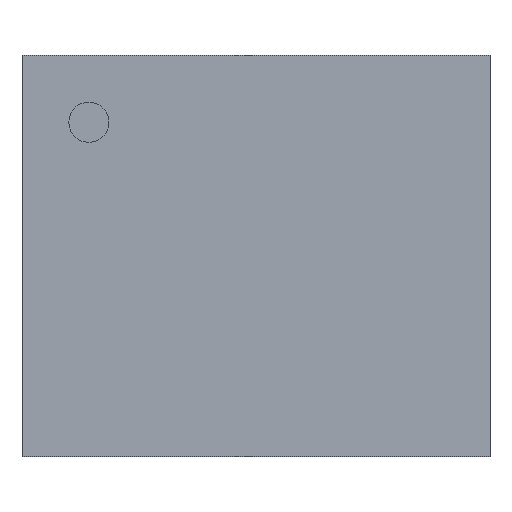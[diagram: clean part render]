
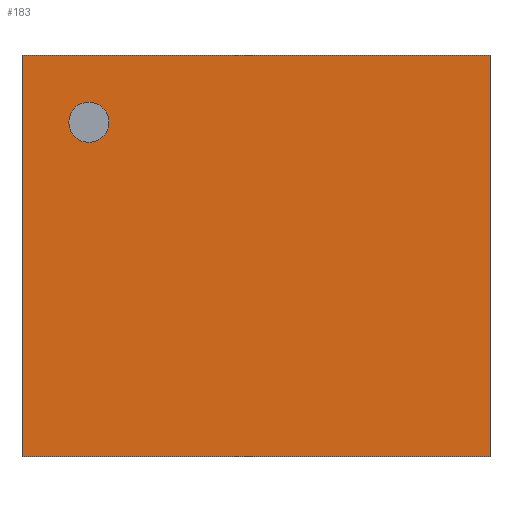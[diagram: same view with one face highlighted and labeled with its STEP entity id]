
A CAD part, top view. The second image highlights one B-rep face of the part: STEP entity #183.
In plain terms, the highlighted planar face has unit normal (0, 0, 1).
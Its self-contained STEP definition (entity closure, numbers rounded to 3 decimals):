
#24 = VERTEX_POINT('',#25);
#25 = CARTESIAN_POINT('',(-1.1,1.,1.));
#31 = EDGE_CURVE('',#32,#24,#34,.T.);
#32 = VERTEX_POINT('',#33);
#33 = CARTESIAN_POINT('',(-1.4,1.,1.));
#34 = CIRCLE('',#35,0.15);
#35 = AXIS2_PLACEMENT_3D('',#36,#37,#38);
#36 = CARTESIAN_POINT('',(-1.25,1.,1.));
#37 = DIRECTION('',(0.,0.,1.));
#38 = DIRECTION('',(1.,0.,0.));
#74 = VERTEX_POINT('',#75);
#75 = CARTESIAN_POINT('',(1.75,1.5,1.));
#81 = EDGE_CURVE('',#82,#74,#84,.T.);
#82 = VERTEX_POINT('',#83);
#83 = CARTESIAN_POINT('',(1.75,-1.5,1.));
#84 = LINE('',#85,#86);
#85 = CARTESIAN_POINT('',(1.75,-1.5,1.));
#86 = VECTOR('',#87,1.);
#87 = DIRECTION('',(0.,1.,0.));
#112 = VERTEX_POINT('',#113);
#113 = CARTESIAN_POINT('',(-1.75,1.5,1.));
#119 = EDGE_CURVE('',#74,#112,#120,.T.);
#120 = LINE('',#121,#122);
#121 = CARTESIAN_POINT('',(-1.75,1.5,1.));
#122 = VECTOR('',#123,1.);
#123 = DIRECTION('',(-1.,-0.,-0.));
#143 = VERTEX_POINT('',#144);
#144 = CARTESIAN_POINT('',(-1.75,-1.5,1.));
#150 = EDGE_CURVE('',#112,#143,#151,.T.);
#151 = LINE('',#152,#153);
#152 = CARTESIAN_POINT('',(-1.75,-1.5,1.));
#153 = VECTOR('',#154,1.);
#154 = DIRECTION('',(-0.,-1.,-0.));
#172 = EDGE_CURVE('',#143,#82,#173,.T.);
#173 = LINE('',#174,#175);
#174 = CARTESIAN_POINT('',(-1.75,-1.5,1.));
#175 = VECTOR('',#176,1.);
#176 = DIRECTION('',(1.,0.,0.));
#183 = ADVANCED_FACE('',(#184,#194),#200,.F.);
#184 = FACE_BOUND('',#185,.T.);
#185 = EDGE_LOOP('',(#186,#193));
#186 = ORIENTED_EDGE('',*,*,#187,.F.);
#187 = EDGE_CURVE('',#24,#32,#188,.T.);
#188 = CIRCLE('',#189,0.15);
#189 = AXIS2_PLACEMENT_3D('',#190,#191,#192);
#190 = CARTESIAN_POINT('',(-1.25,1.,1.));
#191 = DIRECTION('',(0.,0.,1.));
#192 = DIRECTION('',(1.,0.,0.));
#193 = ORIENTED_EDGE('',*,*,#31,.F.);
#194 = FACE_BOUND('',#195,.T.);
#195 = EDGE_LOOP('',(#196,#197,#198,#199));
#196 = ORIENTED_EDGE('',*,*,#81,.T.);
#197 = ORIENTED_EDGE('',*,*,#119,.T.);
#198 = ORIENTED_EDGE('',*,*,#150,.T.);
#199 = ORIENTED_EDGE('',*,*,#172,.T.);
#200 = PLANE('',#201);
#201 = AXIS2_PLACEMENT_3D('',#202,#203,#204);
#202 = CARTESIAN_POINT('',(0.,0.,1.));
#203 = DIRECTION('',(0.,0.,-1.));
#204 = DIRECTION('',(-1.,0.,0.));
